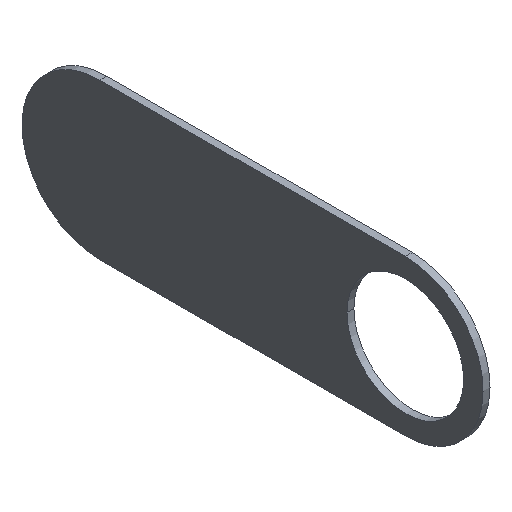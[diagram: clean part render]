
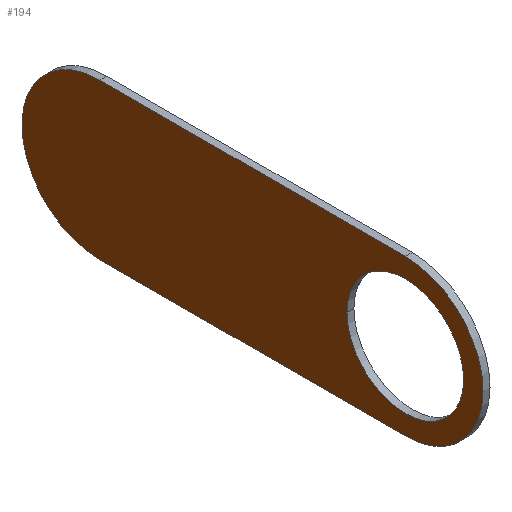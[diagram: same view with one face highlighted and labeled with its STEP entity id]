
A CAD part, isometric view. The second image highlights one B-rep face of the part: STEP entity #194.
In plain terms, the highlighted planar face has unit normal (-1, 0, 0).
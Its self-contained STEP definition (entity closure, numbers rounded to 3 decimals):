
#14=CARTESIAN_POINT('',(0.,-22.,0.));
#15=DIRECTION('',(-1.,0.,0.));
#16=DIRECTION('',(0.,-1.,0.));
#17=AXIS2_PLACEMENT_3D('',#14,#15,#16);
#23=CARTESIAN_POINT('',(0.,-22.,0.));
#24=DIRECTION('',(-1.,0.,0.));
#25=DIRECTION('',(0.,1.,0.));
#26=AXIS2_PLACEMENT_3D('',#23,#24,#25);
#31=DIRECTION('',(0.,1.,0.));
#32=VECTOR('',#31,44.);
#33=CARTESIAN_POINT('',(0.,-22.,-11.2));
#34=LINE('',#33,#32);
#38=CARTESIAN_POINT('',(0.,22.,0.));
#39=DIRECTION('',(1.,0.,0.));
#40=DIRECTION('',(0.,0.,-1.));
#41=AXIS2_PLACEMENT_3D('',#38,#39,#40);
#46=DIRECTION('',(0.,-1.,0.));
#47=VECTOR('',#46,44.);
#48=CARTESIAN_POINT('',(0.,22.,11.2));
#49=LINE('',#48,#47);
#53=CARTESIAN_POINT('',(0.,-22.,0.));
#54=DIRECTION('',(1.,0.,0.));
#55=DIRECTION('',(0.,0.,1.));
#56=AXIS2_PLACEMENT_3D('',#53,#54,#55);
#149=CARTESIAN_POINT('',(0.,-30.4,0.));
#150=CARTESIAN_POINT('',(0.,-13.6,0.));
#151=VERTEX_POINT('',#149);
#152=VERTEX_POINT('',#150);
#157=CARTESIAN_POINT('',(0.,-22.,-11.2));
#158=CARTESIAN_POINT('',(0.,22.,-11.2));
#159=VERTEX_POINT('',#157);
#160=VERTEX_POINT('',#158);
#161=CARTESIAN_POINT('',(0.,22.,11.2));
#162=VERTEX_POINT('',#161);
#163=CARTESIAN_POINT('',(0.,-22.,11.2));
#164=VERTEX_POINT('',#163);
#173=CARTESIAN_POINT('',(0.,0.,0.));
#174=DIRECTION('',(1.,0.,0.));
#175=DIRECTION('',(0.,-1.,0.));
#176=AXIS2_PLACEMENT_3D('',#173,#174,#175);
#177=PLANE('',#176);
#179=ORIENTED_EDGE('',*,*,#178,.T.);
#181=ORIENTED_EDGE('',*,*,#180,.T.);
#183=ORIENTED_EDGE('',*,*,#182,.T.);
#185=ORIENTED_EDGE('',*,*,#184,.T.);
#186=EDGE_LOOP('',(#179,#181,#183,#185));
#187=FACE_OUTER_BOUND('',#186,.F.);
#189=ORIENTED_EDGE('',*,*,#188,.T.);
#191=ORIENTED_EDGE('',*,*,#190,.T.);
#192=EDGE_LOOP('',(#189,#191));
#193=FACE_BOUND('',#192,.F.);
#194=ADVANCED_FACE('',(#187,#193),#177,.F.);
#18=CIRCLE('',#17,8.4);
#27=CIRCLE('',#26,8.4);
#42=CIRCLE('',#41,11.2);
#57=CIRCLE('',#56,11.2);
#178=EDGE_CURVE('',#159,#160,#34,.T.);
#180=EDGE_CURVE('',#160,#162,#42,.T.);
#182=EDGE_CURVE('',#162,#164,#49,.T.);
#184=EDGE_CURVE('',#164,#159,#57,.T.);
#188=EDGE_CURVE('',#151,#152,#18,.T.);
#190=EDGE_CURVE('',#152,#151,#27,.T.);
